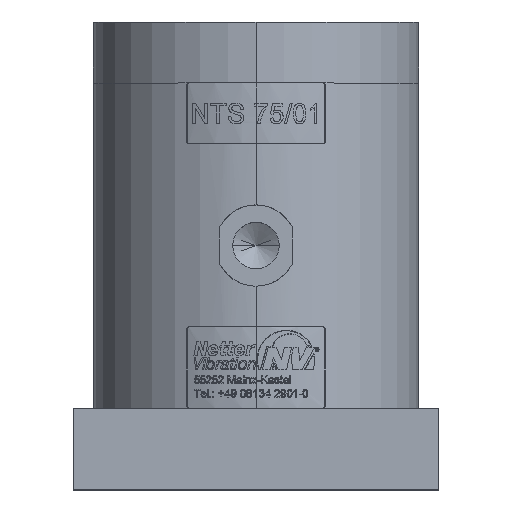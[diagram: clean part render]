
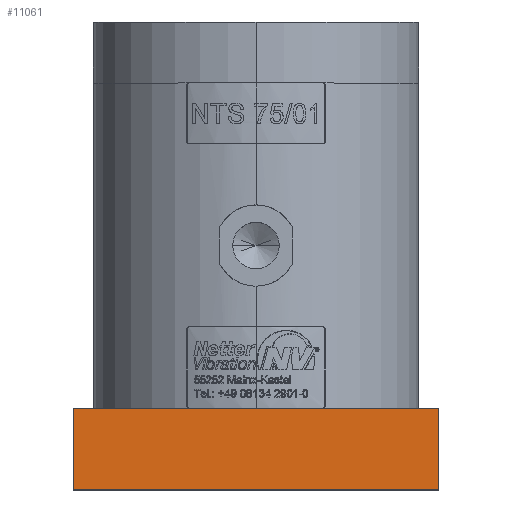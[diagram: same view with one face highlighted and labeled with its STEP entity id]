
A CAD part, top view. The second image highlights one B-rep face of the part: STEP entity #11061.
In plain terms, the highlighted planar face has unit normal (0, 0, 1).
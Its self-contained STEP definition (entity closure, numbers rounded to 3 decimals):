
#590 = LINE ( 'NONE', #13813, #30916 ) ;
#623 = VECTOR ( 'NONE', #24806, 1000. ) ;
#1653 = DIRECTION ( 'NONE',  ( 1., 0., 0. ) ) ;
#1806 = VECTOR ( 'NONE', #5889, 1000. ) ;
#2687 = EDGE_CURVE ( 'NONE', #18318, #20994, #31771, .T. ) ;
#3672 = FACE_OUTER_BOUND ( 'NONE', #28970, .T. ) ;
#3771 = EDGE_CURVE ( 'NONE', #11276, #10995, #19756, .T. ) ;
#5353 = ORIENTED_EDGE ( 'NONE', *, *, #2687, .T. ) ;
#5889 = DIRECTION ( 'NONE',  ( -1., 0., 0. ) ) ;
#9028 = CARTESIAN_POINT ( 'NONE',  ( -45., 20., 45. ) ) ;
#9072 = DIRECTION ( 'NONE',  ( 1., 0., 0. ) ) ;
#10025 = CARTESIAN_POINT ( 'NONE',  ( -45., 0., 45. ) ) ;
#10612 = EDGE_CURVE ( 'NONE', #20994, #11276, #590, .T. ) ;
#10657 = CARTESIAN_POINT ( 'NONE',  ( -45., 20., 45. ) ) ;
#10995 = VERTEX_POINT ( 'NONE', #28938 ) ;
#11061 = ADVANCED_FACE ( 'NONE', ( #3672 ), #21712, .T. ) ;
#11276 = VERTEX_POINT ( 'NONE', #20598 ) ;
#13813 = CARTESIAN_POINT ( 'NONE',  ( -45., 0., 45. ) ) ;
#13945 = DIRECTION ( 'NONE',  ( 0., -1., 0. ) ) ;
#14093 = AXIS2_PLACEMENT_3D ( 'NONE', #26676, #21392, #9072 ) ;
#14203 = ORIENTED_EDGE ( 'NONE', *, *, #10612, .T. ) ;
#17378 = CARTESIAN_POINT ( 'NONE',  ( 45., 20., 45. ) ) ;
#18318 = VERTEX_POINT ( 'NONE', #10657 ) ;
#19756 = LINE ( 'NONE', #17378, #623 ) ;
#20598 = CARTESIAN_POINT ( 'NONE',  ( 45., 0., 45. ) ) ;
#20823 = ORIENTED_EDGE ( 'NONE', *, *, #23307, .T. ) ;
#20973 = VECTOR ( 'NONE', #13945, 1000. ) ;
#20994 = VERTEX_POINT ( 'NONE', #10025 ) ;
#21392 = DIRECTION ( 'NONE',  ( 0., 0., 1. ) ) ;
#21712 = PLANE ( 'NONE',  #14093 ) ;
#23307 = EDGE_CURVE ( 'NONE', #10995, #18318, #27476, .T. ) ;
#23346 = ORIENTED_EDGE ( 'NONE', *, *, #3771, .T. ) ;
#24806 = DIRECTION ( 'NONE',  ( 0., 1., 0. ) ) ;
#25365 = CARTESIAN_POINT ( 'NONE',  ( -45., 20., 45. ) ) ;
#26676 = CARTESIAN_POINT ( 'NONE',  ( -45., 0., 45. ) ) ;
#27476 = LINE ( 'NONE', #25365, #1806 ) ;
#28938 = CARTESIAN_POINT ( 'NONE',  ( 45., 20., 45. ) ) ;
#28970 = EDGE_LOOP ( 'NONE', ( #5353, #14203, #23346, #20823 ) ) ;
#30916 = VECTOR ( 'NONE', #1653, 1000. ) ;
#31771 = LINE ( 'NONE', #9028, #20973 ) ;
